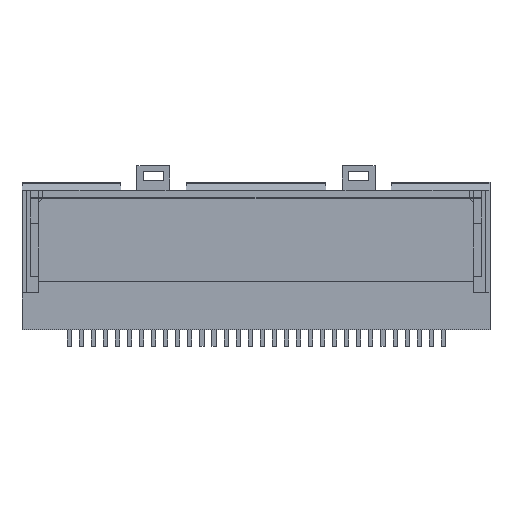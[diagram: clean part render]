
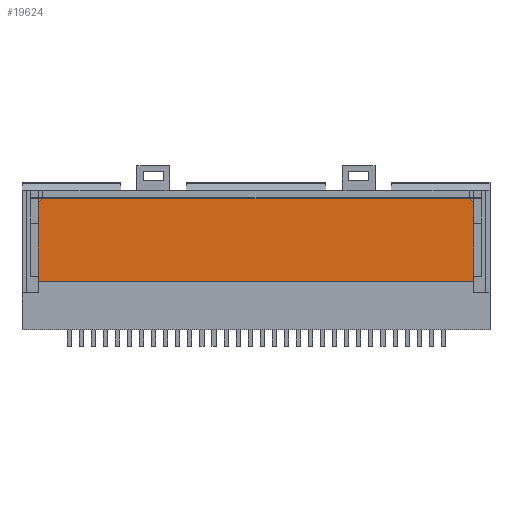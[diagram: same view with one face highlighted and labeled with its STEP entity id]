
A CAD part, top view. The second image highlights one B-rep face of the part: STEP entity #19624.
In plain terms, the highlighted planar face has unit normal (0, 0, 1).
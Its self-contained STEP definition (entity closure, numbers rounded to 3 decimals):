
#648 = PLANE('',#649);
#649 = AXIS2_PLACEMENT_3D('',#650,#651,#652);
#650 = CARTESIAN_POINT('',(-28.5,-3.1,6.8));
#651 = DIRECTION('',(0.,1.,0.));
#652 = DIRECTION('',(0.,0.,1.));
#675 = PLANE('',#676);
#676 = AXIS2_PLACEMENT_3D('',#677,#678,#679);
#677 = CARTESIAN_POINT('',(-26.,-4.5,1.));
#678 = DIRECTION('',(1.,0.,0.));
#679 = DIRECTION('',(0.,0.,1.));
#767 = PLANE('',#768);
#768 = AXIS2_PLACEMENT_3D('',#769,#770,#771);
#769 = CARTESIAN_POINT('',(27.,-4.5,1.));
#770 = DIRECTION('',(1.,0.,0.));
#771 = DIRECTION('',(0.,0.,1.));
#7620 = VERTEX_POINT('',#7621);
#7621 = CARTESIAN_POINT('',(-26.,-3.1,7.));
#7640 = EDGE_CURVE('',#7641,#7620,#7643,.T.);
#7641 = VERTEX_POINT('',#7642);
#7642 = CARTESIAN_POINT('',(27.,-3.1,7.));
#7643 = SURFACE_CURVE('',#7644,(#7648,#7654),.PCURVE_S1.);
#7644 = LINE('',#7645,#7646);
#7645 = CARTESIAN_POINT('',(-28.25,-3.1,7.));
#7646 = VECTOR('',#7647,1.);
#7647 = DIRECTION('',(-1.,0.,0.));
#7648 = PCURVE('',#648,#7649);
#7649 = DEFINITIONAL_REPRESENTATION('',(#7650),#7653);
#7650 = B_SPLINE_CURVE_WITH_KNOTS('',1,(#7651,#7652),.UNSPECIFIED.,.F.,
  .F.,(2,2),(-62.95,5.45),.PIECEWISE_BEZIER_KNOTS.);
#7651 = CARTESIAN_POINT('',(0.2,63.2));
#7652 = CARTESIAN_POINT('',(0.2,-5.2));
#7653 = ( GEOMETRIC_REPRESENTATION_CONTEXT(2) 
PARAMETRIC_REPRESENTATION_CONTEXT() REPRESENTATION_CONTEXT('2D SPACE',''
  ) );
#7654 = PCURVE('',#7655,#7660);
#7655 = PLANE('',#7656);
#7656 = AXIS2_PLACEMENT_3D('',#7657,#7658,#7659);
#7657 = CARTESIAN_POINT('',(-28.,-9.,7.));
#7658 = DIRECTION('',(0.,0.,1.));
#7659 = DIRECTION('',(1.,0.,0.));
#7660 = DEFINITIONAL_REPRESENTATION('',(#7661),#7664);
#7661 = B_SPLINE_CURVE_WITH_KNOTS('',1,(#7662,#7663),.UNSPECIFIED.,.F.,
  .F.,(2,2),(-62.95,5.45),.PIECEWISE_BEZIER_KNOTS.);
#7662 = CARTESIAN_POINT('',(62.7,5.9));
#7663 = CARTESIAN_POINT('',(-5.7,5.9));
#7664 = ( GEOMETRIC_REPRESENTATION_CONTEXT(2) 
PARAMETRIC_REPRESENTATION_CONTEXT() REPRESENTATION_CONTEXT('2D SPACE',''
  ) );
#7738 = VERTEX_POINT('',#7739);
#7739 = CARTESIAN_POINT('',(27.,6.5,7.));
#7752 = PLANE('',#7753);
#7753 = AXIS2_PLACEMENT_3D('',#7754,#7755,#7756);
#7754 = CARTESIAN_POINT('',(26.5,7.,3.));
#7755 = DIRECTION('',(0.707,0.707,0.));
#7756 = DIRECTION('',(0.,0.,1.));
#7763 = EDGE_CURVE('',#7641,#7738,#7764,.T.);
#7764 = SURFACE_CURVE('',#7765,(#7769,#7775),.PCURVE_S1.);
#7765 = LINE('',#7766,#7767);
#7766 = CARTESIAN_POINT('',(27.,-6.75,7.));
#7767 = VECTOR('',#7768,1.);
#7768 = DIRECTION('',(0.,1.,0.));
#7769 = PCURVE('',#767,#7770);
#7770 = DEFINITIONAL_REPRESENTATION('',(#7771),#7774);
#7771 = B_SPLINE_CURVE_WITH_KNOTS('',1,(#7772,#7773),.UNSPECIFIED.,.F.,
  .F.,(2,2),(2.44,14.9),.PIECEWISE_BEZIER_KNOTS.);
#7772 = CARTESIAN_POINT('',(6.,-0.19));
#7773 = CARTESIAN_POINT('',(6.,-12.65));
#7774 = ( GEOMETRIC_REPRESENTATION_CONTEXT(2) 
PARAMETRIC_REPRESENTATION_CONTEXT() REPRESENTATION_CONTEXT('2D SPACE',''
  ) );
#7775 = PCURVE('',#7655,#7776);
#7776 = DEFINITIONAL_REPRESENTATION('',(#7777),#7780);
#7777 = B_SPLINE_CURVE_WITH_KNOTS('',1,(#7778,#7779),.UNSPECIFIED.,.F.,
  .F.,(2,2),(2.44,14.9),.PIECEWISE_BEZIER_KNOTS.);
#7778 = CARTESIAN_POINT('',(55.,4.69));
#7779 = CARTESIAN_POINT('',(55.,17.15));
#7780 = ( GEOMETRIC_REPRESENTATION_CONTEXT(2) 
PARAMETRIC_REPRESENTATION_CONTEXT() REPRESENTATION_CONTEXT('2D SPACE',''
  ) );
#7893 = VERTEX_POINT('',#7894);
#7894 = CARTESIAN_POINT('',(-26.,6.5,7.));
#7908 = PLANE('',#7909);
#7909 = AXIS2_PLACEMENT_3D('',#7910,#7911,#7912);
#7910 = CARTESIAN_POINT('',(-26.,6.5,3.));
#7911 = DIRECTION('',(-0.707,0.707,0.));
#7912 = DIRECTION('',(0.,0.,1.));
#7920 = EDGE_CURVE('',#7620,#7893,#7921,.T.);
#7921 = SURFACE_CURVE('',#7922,(#7926,#7932),.PCURVE_S1.);
#7922 = LINE('',#7923,#7924);
#7923 = CARTESIAN_POINT('',(-26.,-6.75,7.));
#7924 = VECTOR('',#7925,1.);
#7925 = DIRECTION('',(0.,1.,0.));
#7926 = PCURVE('',#675,#7927);
#7927 = DEFINITIONAL_REPRESENTATION('',(#7928),#7931);
#7928 = B_SPLINE_CURVE_WITH_KNOTS('',1,(#7929,#7930),.UNSPECIFIED.,.F.,
  .F.,(2,2),(2.44,14.9),.PIECEWISE_BEZIER_KNOTS.);
#7929 = CARTESIAN_POINT('',(6.,-0.19));
#7930 = CARTESIAN_POINT('',(6.,-12.65));
#7931 = ( GEOMETRIC_REPRESENTATION_CONTEXT(2) 
PARAMETRIC_REPRESENTATION_CONTEXT() REPRESENTATION_CONTEXT('2D SPACE',''
  ) );
#7932 = PCURVE('',#7655,#7933);
#7933 = DEFINITIONAL_REPRESENTATION('',(#7934),#7937);
#7934 = B_SPLINE_CURVE_WITH_KNOTS('',1,(#7935,#7936),.UNSPECIFIED.,.F.,
  .F.,(2,2),(2.44,14.9),.PIECEWISE_BEZIER_KNOTS.);
#7935 = CARTESIAN_POINT('',(2.,4.69));
#7936 = CARTESIAN_POINT('',(2.,17.15));
#7937 = ( GEOMETRIC_REPRESENTATION_CONTEXT(2) 
PARAMETRIC_REPRESENTATION_CONTEXT() REPRESENTATION_CONTEXT('2D SPACE',''
  ) );
#19624 = ADVANCED_FACE('',(#19625),#7655,.T.);
#19625 = FACE_BOUND('',#19626,.T.);
#19626 = EDGE_LOOP('',(#19627,#19628,#19629,#19630,#19651,#19677));
#19627 = ORIENTED_EDGE('',*,*,#7920,.F.);
#19628 = ORIENTED_EDGE('',*,*,#7640,.F.);
#19629 = ORIENTED_EDGE('',*,*,#7763,.T.);
#19630 = ORIENTED_EDGE('',*,*,#19631,.T.);
#19631 = EDGE_CURVE('',#7738,#19632,#19634,.T.);
#19632 = VERTEX_POINT('',#19633);
#19633 = CARTESIAN_POINT('',(26.5,7.,7.));
#19634 = SURFACE_CURVE('',#19635,(#19639,#19645),.PCURVE_S1.);
#19635 = LINE('',#19636,#19637);
#19636 = CARTESIAN_POINT('',(16.875,16.625,7.));
#19637 = VECTOR('',#19638,1.);
#19638 = DIRECTION('',(-0.707,0.707,0.));
#19639 = PCURVE('',#7655,#19640);
#19640 = DEFINITIONAL_REPRESENTATION('',(#19641),#19644);
#19641 = B_SPLINE_CURVE_WITH_KNOTS('',1,(#19642,#19643),.UNSPECIFIED.,
  .F.,.F.,(2,2),(-14.712,-13.512),
  .PIECEWISE_BEZIER_KNOTS.);
#19642 = CARTESIAN_POINT('',(55.278,15.222));
#19643 = CARTESIAN_POINT('',(54.429,16.071));
#19644 = ( GEOMETRIC_REPRESENTATION_CONTEXT(2) 
PARAMETRIC_REPRESENTATION_CONTEXT() REPRESENTATION_CONTEXT('2D SPACE',''
  ) );
#19645 = PCURVE('',#7752,#19646);
#19646 = DEFINITIONAL_REPRESENTATION('',(#19647),#19650);
#19647 = B_SPLINE_CURVE_WITH_KNOTS('',1,(#19648,#19649),.UNSPECIFIED.,
  .F.,.F.,(2,2),(-14.712,-13.512),
  .PIECEWISE_BEZIER_KNOTS.);
#19648 = CARTESIAN_POINT('',(4.,1.1));
#19649 = CARTESIAN_POINT('',(4.,-0.1));
#19650 = ( GEOMETRIC_REPRESENTATION_CONTEXT(2) 
PARAMETRIC_REPRESENTATION_CONTEXT() REPRESENTATION_CONTEXT('2D SPACE',''
  ) );
#19651 = ORIENTED_EDGE('',*,*,#19652,.T.);
#19652 = EDGE_CURVE('',#19632,#19653,#19655,.T.);
#19653 = VERTEX_POINT('',#19654);
#19654 = CARTESIAN_POINT('',(-25.5,7.,7.));
#19655 = SURFACE_CURVE('',#19656,(#19660,#19666),.PCURVE_S1.);
#19656 = LINE('',#19657,#19658);
#19657 = CARTESIAN_POINT('',(-27.5,7.,7.));
#19658 = VECTOR('',#19659,1.);
#19659 = DIRECTION('',(-1.,0.,0.));
#19660 = PCURVE('',#7655,#19661);
#19661 = DEFINITIONAL_REPRESENTATION('',(#19662),#19665);
#19662 = B_SPLINE_CURVE_WITH_KNOTS('',1,(#19663,#19664),.UNSPECIFIED.,
  .F.,.F.,(2,2),(-59.8,3.8),.PIECEWISE_BEZIER_KNOTS.);
#19663 = CARTESIAN_POINT('',(60.3,16.));
#19664 = CARTESIAN_POINT('',(-3.3,16.));
#19665 = ( GEOMETRIC_REPRESENTATION_CONTEXT(2) 
PARAMETRIC_REPRESENTATION_CONTEXT() REPRESENTATION_CONTEXT('2D SPACE',''
  ) );
#19666 = PCURVE('',#19667,#19672);
#19667 = PLANE('',#19668);
#19668 = AXIS2_PLACEMENT_3D('',#19669,#19670,#19671);
#19669 = CARTESIAN_POINT('',(-27.,7.,1.));
#19670 = DIRECTION('',(0.,1.,0.));
#19671 = DIRECTION('',(0.,0.,1.));
#19672 = DEFINITIONAL_REPRESENTATION('',(#19673),#19676);
#19673 = B_SPLINE_CURVE_WITH_KNOTS('',1,(#19674,#19675),.UNSPECIFIED.,
  .F.,.F.,(2,2),(-59.8,3.8),.PIECEWISE_BEZIER_KNOTS.);
#19674 = CARTESIAN_POINT('',(6.,59.3));
#19675 = CARTESIAN_POINT('',(6.,-4.3));
#19676 = ( GEOMETRIC_REPRESENTATION_CONTEXT(2) 
PARAMETRIC_REPRESENTATION_CONTEXT() REPRESENTATION_CONTEXT('2D SPACE',''
  ) );
#19677 = ORIENTED_EDGE('',*,*,#19678,.T.);
#19678 = EDGE_CURVE('',#19653,#7893,#19679,.T.);
#19679 = SURFACE_CURVE('',#19680,(#19684,#19690),.PCURVE_S1.);
#19680 = LINE('',#19681,#19682);
#19681 = CARTESIAN_POINT('',(-30.375,2.125,7.));
#19682 = VECTOR('',#19683,1.);
#19683 = DIRECTION('',(-0.707,-0.707,0.));
#19684 = PCURVE('',#7655,#19685);
#19685 = DEFINITIONAL_REPRESENTATION('',(#19686),#19689);
#19686 = B_SPLINE_CURVE_WITH_KNOTS('',1,(#19687,#19688),.UNSPECIFIED.,
  .F.,.F.,(2,2),(-7.287,-6.087),
  .PIECEWISE_BEZIER_KNOTS.);
#19687 = CARTESIAN_POINT('',(2.778,16.278));
#19688 = CARTESIAN_POINT('',(1.929,15.429));
#19689 = ( GEOMETRIC_REPRESENTATION_CONTEXT(2) 
PARAMETRIC_REPRESENTATION_CONTEXT() REPRESENTATION_CONTEXT('2D SPACE',''
  ) );
#19690 = PCURVE('',#7908,#19691);
#19691 = DEFINITIONAL_REPRESENTATION('',(#19692),#19695);
#19692 = B_SPLINE_CURVE_WITH_KNOTS('',1,(#19693,#19694),.UNSPECIFIED.,
  .F.,.F.,(2,2),(-7.287,-6.087),
  .PIECEWISE_BEZIER_KNOTS.);
#19693 = CARTESIAN_POINT('',(4.,1.1));
#19694 = CARTESIAN_POINT('',(4.,-0.1));
#19695 = ( GEOMETRIC_REPRESENTATION_CONTEXT(2) 
PARAMETRIC_REPRESENTATION_CONTEXT() REPRESENTATION_CONTEXT('2D SPACE',''
  ) );
